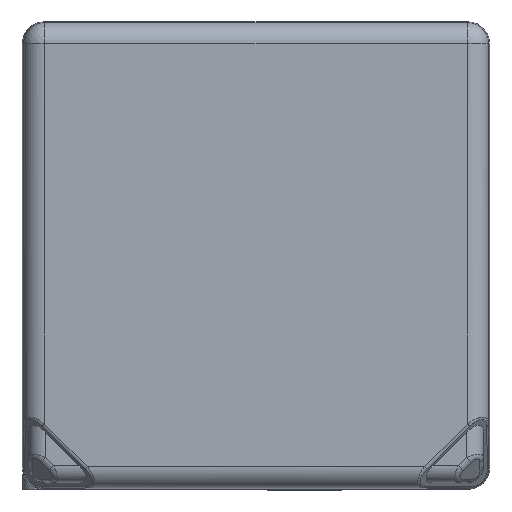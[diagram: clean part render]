
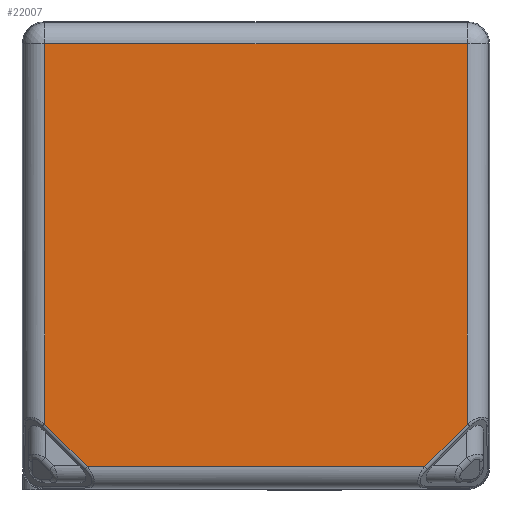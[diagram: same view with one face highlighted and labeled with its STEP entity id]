
A CAD part, top view. The second image highlights one B-rep face of the part: STEP entity #22007.
In plain terms, the highlighted planar face has unit normal (0, 0, 1).
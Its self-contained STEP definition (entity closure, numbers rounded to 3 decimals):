
#6574=DIRECTION('',(0.707,0.707,0.));
#6575=VECTOR('',#6574,7.135);
#6576=CARTESIAN_POINT('',(27.419,-16.915,50.15));
#6577=LINE('',#6576,#6575);
#6578=DIRECTION('',(1.,0.,0.));
#6579=VECTOR('',#6578,39.839);
#6580=CARTESIAN_POINT('',(-12.419,-16.915,
50.15));
#6581=LINE('',#6580,#6579);
#6582=DIRECTION('',(0.707,-0.707,0.));
#6583=VECTOR('',#6582,7.135);
#6584=CARTESIAN_POINT('',(-17.465,-11.869,
50.15));
#6585=LINE('',#6584,#6583);
#6586=DIRECTION('',(0.,-1.,0.));
#6587=VECTOR('',#6586,44.884);
#6588=CARTESIAN_POINT('',(-17.465,33.015,50.15));
#6589=LINE('',#6588,#6587);
#6590=DIRECTION('',(-1.,0.,0.));
#6591=VECTOR('',#6590,49.929);
#6592=CARTESIAN_POINT('',(32.465,33.015,50.15));
#6593=LINE('',#6592,#6591);
#6594=DIRECTION('',(0.,1.,0.));
#6595=VECTOR('',#6594,44.884);
#6596=CARTESIAN_POINT('',(32.465,-11.869,50.15));
#6597=LINE('',#6596,#6595);
#6608=CARTESIAN_POINT('',(32.465,-11.869,50.15));
#6675=CARTESIAN_POINT('',(27.419,-16.915,50.15));
#6677=CARTESIAN_POINT('',(-12.419,-16.915,
50.15));
#6744=CARTESIAN_POINT('',(-17.465,-11.869,
50.15));
#10355=CARTESIAN_POINT('',(32.465,33.015,50.15));
#10356=CARTESIAN_POINT('',(-17.465,33.015,50.15));
#10357=VERTEX_POINT('',#10355);
#10358=VERTEX_POINT('',#10356);
#10363=VERTEX_POINT('',#6608);
#10377=VERTEX_POINT('',#6675);
#10379=VERTEX_POINT('',#6677);
#10393=VERTEX_POINT('',#6744);
#21989=CARTESIAN_POINT('',(0.,0.55,50.15));
#21990=DIRECTION('',(0.,0.,-1.));
#21991=DIRECTION('',(-1.,0.,0.));
#21992=AXIS2_PLACEMENT_3D('',#21989,#21990,#21991);
#21993=PLANE('',#21992);
#21995=ORIENTED_EDGE('',*,*,#21994,.F.);
#21997=ORIENTED_EDGE('',*,*,#21996,.F.);
#21999=ORIENTED_EDGE('',*,*,#21998,.F.);
#22001=ORIENTED_EDGE('',*,*,#22000,.F.);
#22002=ORIENTED_EDGE('',*,*,#21972,.F.);
#22004=ORIENTED_EDGE('',*,*,#22003,.F.);
#22005=EDGE_LOOP('',(#21995,#21997,#21999,#22001,#22002,#22004));
#22006=FACE_OUTER_BOUND('',#22005,.F.);
#22007=ADVANCED_FACE('',(#22006),#21993,.F.);
#21972=EDGE_CURVE('',#10357,#10358,#6593,.T.);
#21994=EDGE_CURVE('',#10377,#10363,#6577,.T.);
#21996=EDGE_CURVE('',#10379,#10377,#6581,.T.);
#21998=EDGE_CURVE('',#10393,#10379,#6585,.T.);
#22000=EDGE_CURVE('',#10358,#10393,#6589,.T.);
#22003=EDGE_CURVE('',#10363,#10357,#6597,.T.);
